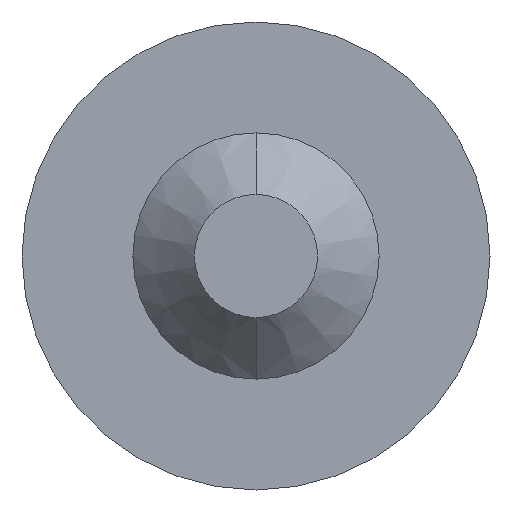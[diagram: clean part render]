
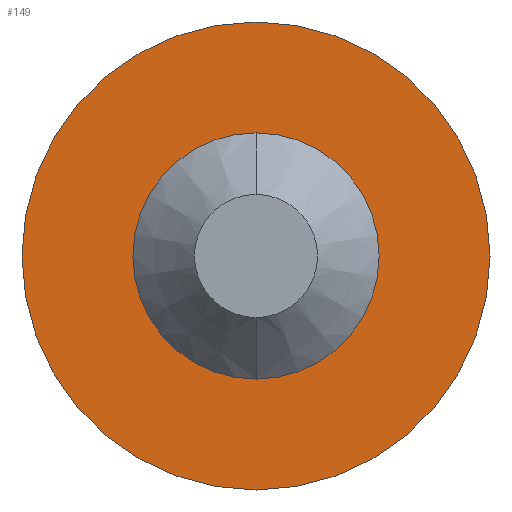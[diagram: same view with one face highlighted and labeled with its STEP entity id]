
A CAD part, front view. The second image highlights one B-rep face of the part: STEP entity #149.
In plain terms, the highlighted planar face has unit normal (0, -1, 0).
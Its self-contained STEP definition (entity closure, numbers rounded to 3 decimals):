
#5 = VERTEX_POINT ( 'NONE', #204 ) ;
#9 = EDGE_LOOP ( 'NONE', ( #54, #112 ) ) ;
#19 = DIRECTION ( 'NONE',  ( 0., 0., 1. ) ) ;
#22 = EDGE_CURVE ( 'Defeature ausgef�hrt1_5+Defeature ausgef�hrt1_0+Defeature ausgef�hrt1_0+Defeature ausgef�hrt1_0', #388, #52, #167, .T. ) ;
#32 = DIRECTION ( 'NONE',  ( 0., -1., 0. ) ) ;
#38 = DIRECTION ( 'NONE',  ( 0., 0., -1. ) ) ;
#46 = AXIS2_PLACEMENT_3D ( 'NONE', #398, #176, #19 ) ;
#52 = VERTEX_POINT ( 'NONE', #237 ) ;
#54 = ORIENTED_EDGE ( 'NONE', *, *, #288, .T. ) ;
#55 = AXIS2_PLACEMENT_3D ( 'NONE', #370, #367, #95 ) ;
#62 = FACE_BOUND ( 'NONE', #9, .T. ) ;
#68 = DIRECTION ( 'NONE',  ( 0., 1., 0. ) ) ;
#95 = DIRECTION ( 'NONE',  ( 0., 0., -1. ) ) ;
#108 = AXIS2_PLACEMENT_3D ( 'NONE', #207, #68, #336 ) ;
#109 = ORIENTED_EDGE ( 'NONE', *, *, #260, .T. ) ;
#112 = ORIENTED_EDGE ( 'NONE', *, *, #22, .T. ) ;
#149 = ADVANCED_FACE ( 'Defeature ausgef�hrt1_5', ( #62, #277 ), #280, .T. ) ;
#167 = CIRCLE ( 'NONE', #46, 1. ) ;
#169 = CIRCLE ( 'NONE', #55, 1.9 ) ;
#176 = DIRECTION ( 'NONE',  ( 0., 1., 0. ) ) ;
#192 = EDGE_LOOP ( 'NONE', ( #109, #197 ) ) ;
#197 = ORIENTED_EDGE ( 'NONE', *, *, #347, .T. ) ;
#204 = CARTESIAN_POINT ( 'NONE',  ( 0., 0., -1.9 ) ) ;
#207 = CARTESIAN_POINT ( 'NONE',  ( 0., 0., 0. ) ) ;
#219 = CARTESIAN_POINT ( 'NONE',  ( 0., 0., -1. ) ) ;
#223 = AXIS2_PLACEMENT_3D ( 'NONE', #374, #32, #38 ) ;
#234 = CIRCLE ( 'NONE', #108, 1. ) ;
#237 = CARTESIAN_POINT ( 'NONE',  ( 0., 0., 1. ) ) ;
#244 = DIRECTION ( 'NONE',  ( 0., 0., -1. ) ) ;
#250 = CARTESIAN_POINT ( 'NONE',  ( 0., 0., 1.9 ) ) ;
#260 = EDGE_CURVE ( 'Defeature ausgef�hrt1_5+Defeature ausgef�hrt1_3+Defeature ausgef�hrt1_3+Defeature ausgef�hrt1_3', #5, #274, #169, .T. ) ;
#274 = VERTEX_POINT ( 'NONE', #250 ) ;
#277 = FACE_OUTER_BOUND ( 'NONE', #192, .T. ) ;
#280 = PLANE ( 'NONE',  #377 ) ;
#288 = EDGE_CURVE ( 'Defeature ausgef�hrt1_5+Defeature ausgef�hrt1_0+Defeature ausgef�hrt1_0+Defeature ausgef�hrt1_0', #52, #388, #234, .T. ) ;
#295 = CIRCLE ( 'NONE', #223, 1.9 ) ;
#305 = CARTESIAN_POINT ( 'NONE',  ( 0., 0., 0. ) ) ;
#336 = DIRECTION ( 'NONE',  ( 0., 0., 1. ) ) ;
#347 = EDGE_CURVE ( 'Defeature ausgef�hrt1_5+Defeature ausgef�hrt1_3+Defeature ausgef�hrt1_3+Defeature ausgef�hrt1_3', #274, #5, #295, .T. ) ;
#367 = DIRECTION ( 'NONE',  ( 0., -1., 0. ) ) ;
#370 = CARTESIAN_POINT ( 'NONE',  ( 0., 0., 0. ) ) ;
#374 = CARTESIAN_POINT ( 'NONE',  ( 0., 0., 0. ) ) ;
#377 = AXIS2_PLACEMENT_3D ( 'NONE', #305, #406, #244 ) ;
#388 = VERTEX_POINT ( 'NONE', #219 ) ;
#398 = CARTESIAN_POINT ( 'NONE',  ( 0., 0., 0. ) ) ;
#406 = DIRECTION ( 'NONE',  ( 0., -1., 0. ) ) ;
